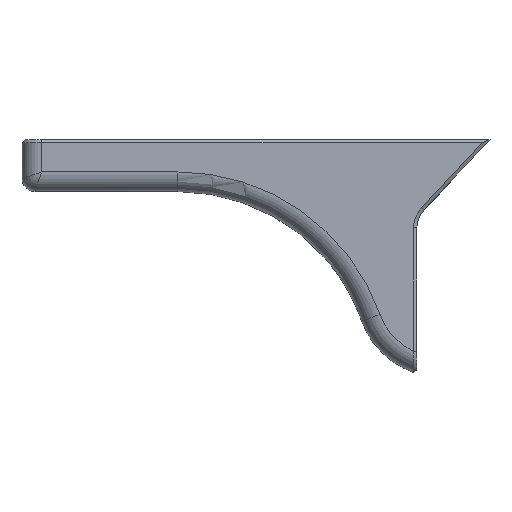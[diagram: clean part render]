
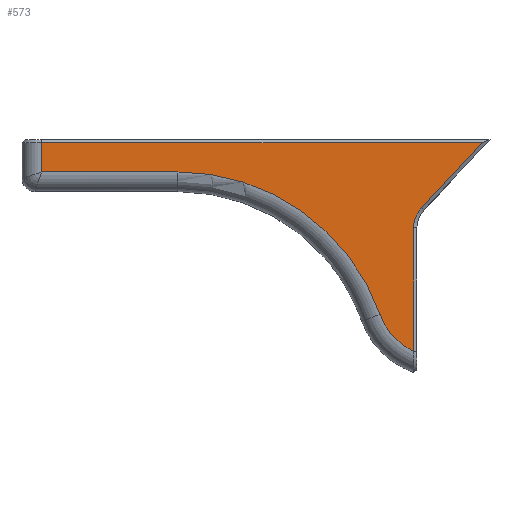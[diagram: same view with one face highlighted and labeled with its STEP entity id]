
A CAD part, top view. The second image highlights one B-rep face of the part: STEP entity #573.
In plain terms, the highlighted planar face has unit normal (0, 0, 1).
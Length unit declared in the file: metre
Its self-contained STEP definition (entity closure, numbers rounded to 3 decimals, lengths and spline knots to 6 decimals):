
#33=PLANE('',#638);
#69=CIRCLE('',#639,0.004928);
#70=CIRCLE('',#640,0.00225);
#71=CIRCLE('',#641,0.016505);
#128=ORIENTED_EDGE('',*,*,#289,.T.);
#129=ORIENTED_EDGE('',*,*,#290,.T.);
#130=ORIENTED_EDGE('',*,*,#291,.T.);
#131=ORIENTED_EDGE('',*,*,#292,.T.);
#132=ORIENTED_EDGE('',*,*,#293,.T.);
#133=ORIENTED_EDGE('',*,*,#294,.T.);
#134=ORIENTED_EDGE('',*,*,#295,.T.);
#135=ORIENTED_EDGE('',*,*,#296,.T.);
#289=EDGE_CURVE('',#366,#367,#69,.T.);
#290=EDGE_CURVE('',#367,#368,#405,.T.);
#291=EDGE_CURVE('',#368,#369,#70,.F.);
#292=EDGE_CURVE('',#369,#370,#406,.T.);
#293=EDGE_CURVE('',#370,#371,#407,.T.);
#294=EDGE_CURVE('',#371,#372,#408,.T.);
#295=EDGE_CURVE('',#372,#373,#409,.T.);
#296=EDGE_CURVE('',#373,#366,#71,.F.);
#366=VERTEX_POINT('',#962);
#367=VERTEX_POINT('',#963);
#368=VERTEX_POINT('',#965);
#369=VERTEX_POINT('',#967);
#370=VERTEX_POINT('',#969);
#371=VERTEX_POINT('',#971);
#372=VERTEX_POINT('',#973);
#373=VERTEX_POINT('',#975);
#405=LINE('',#964,#446);
#406=LINE('',#968,#447);
#407=LINE('',#970,#448);
#408=LINE('',#972,#449);
#409=LINE('',#974,#450);
#446=VECTOR('',#754,1.);
#447=VECTOR('',#757,1.);
#448=VECTOR('',#758,1.);
#449=VECTOR('',#759,1.);
#450=VECTOR('',#760,1.);
#477=EDGE_LOOP('',(#128,#129,#130,#131,#132,#133,#134,#135));
#520=FACE_BOUND('',#477,.T.);
#573=ADVANCED_FACE('',(#520),#33,.T.);
#638=AXIS2_PLACEMENT_3D('',#960,#750,#751);
#639=AXIS2_PLACEMENT_3D('',#961,#752,#753);
#640=AXIS2_PLACEMENT_3D('',#966,#755,#756);
#641=AXIS2_PLACEMENT_3D('',#976,#761,#762);
#750=DIRECTION('',(0.,0.,1.));
#751=DIRECTION('',(1.,0.,0.));
#752=DIRECTION('',(0.,0.,1.));
#753=DIRECTION('',(1.,0.,0.));
#754=DIRECTION('',(0.,1.,0.));
#755=DIRECTION('',(0.,0.,1.));
#756=DIRECTION('',(1.,0.,0.));
#757=DIRECTION('',(0.684,0.73,0.));
#758=DIRECTION('',(-1.,0.,0.));
#759=DIRECTION('',(0.,-1.,0.));
#760=DIRECTION('',(1.,0.,0.));
#761=DIRECTION('',(0.,0.,1.));
#762=DIRECTION('',(1.,0.,0.));
#960=CARTESIAN_POINT('',(-0.018,-0.00899,0.0085));
#961=CARTESIAN_POINT('',(-0.003806,-0.011815,0.0085));
#962=CARTESIAN_POINT('',(-0.008453,-0.013458,0.0085));
#963=CARTESIAN_POINT('',(-0.005875,-0.016288,0.0085));
#964=CARTESIAN_POINT('',(-0.005875,-0.006791,0.0085));
#965=CARTESIAN_POINT('',(-0.005875,-0.006791,0.0085));
#966=CARTESIAN_POINT('',(-0.003625,-0.006791,0.0085));
#967=CARTESIAN_POINT('',(-0.005266,-0.005252,0.0085));
#968=CARTESIAN_POINT('',(-0.000182,0.000171,0.0085));
#969=CARTESIAN_POINT('',(-0.000577,-0.00025,0.0085));
#970=CARTESIAN_POINT('',(-0.018,-0.00025,0.0085));
#971=CARTESIAN_POINT('',(-0.0345,-0.00025,0.0085));
#972=CARTESIAN_POINT('',(-0.0345,-0.002995,0.0085));
#973=CARTESIAN_POINT('',(-0.0345,-0.002495,0.0085));
#974=CARTESIAN_POINT('',(-0.024,-0.002495,0.0085));
#975=CARTESIAN_POINT('',(-0.024,-0.002495,0.0085));
#976=CARTESIAN_POINT('',(-0.024,-0.019,0.0085));
